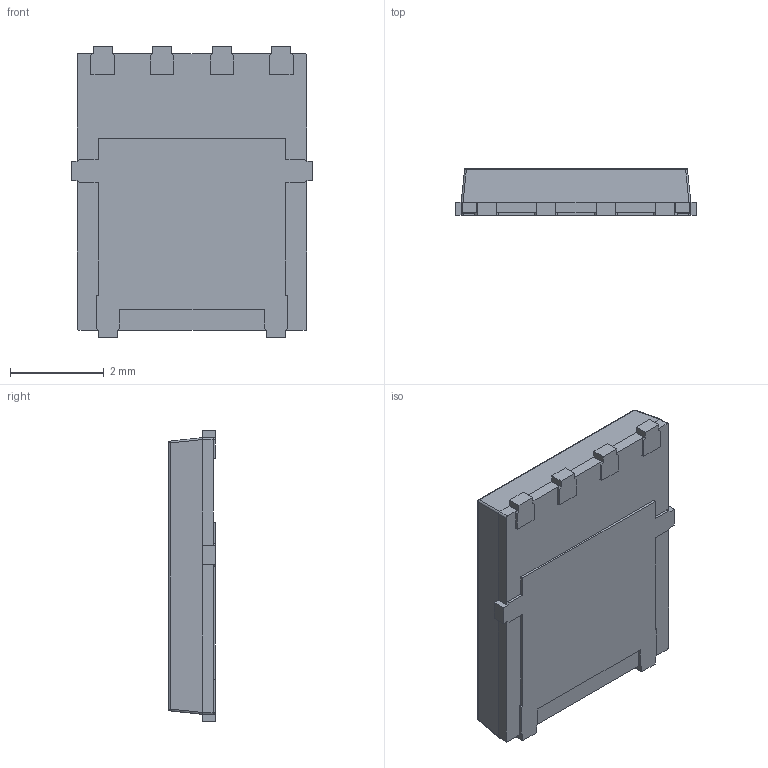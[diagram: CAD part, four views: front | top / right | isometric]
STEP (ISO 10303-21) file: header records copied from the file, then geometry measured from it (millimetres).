
FILE_DESCRIPTION (( 'STEP AP214' ), '1' );
FILE_NAME ('NVMFWS2D3N04XMT1G.STEP', '2024-10-22T07:29:34', ( '' ), ( '' ), 'SwSTEP 2.0', 'SolidWorks 2016', '' );
FILE_SCHEMA (( 'AUTOMOTIVE_DESIGN' ));
Length unit declared in the file: millimetre
Products named in the file (1): NVMFWS2D3N04XMT1G
Bounding box: 5.15 x 1 x 6.2 mm (x, y, z)
Volume: 27.8 mm3; surface area: 122.6 mm2
Topology: 6 solids, 6 shells, 167 faces, 454 edges, 296 vertices
Faces by surface type: plane 149, cylinder 14, sphere 4
Entity records: 6065 total; most frequent: CARTESIAN_POINT 926, ORIENTED_EDGE 900, DIRECTION 802, EDGE_CURVE 450, VECTOR 426, LINE 426, VERTEX_POINT 296, AXIS2_PLACEMENT_3D 188
